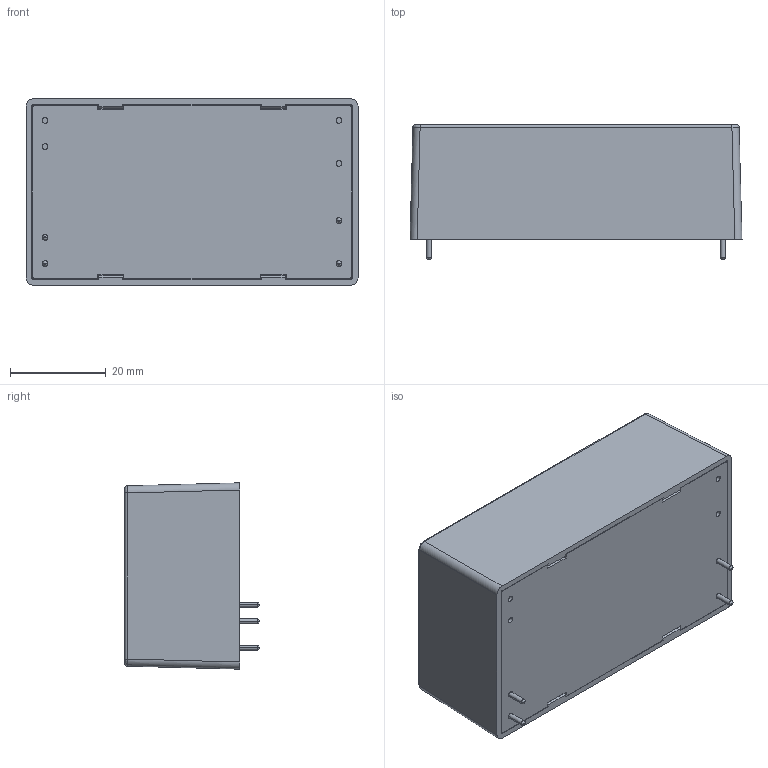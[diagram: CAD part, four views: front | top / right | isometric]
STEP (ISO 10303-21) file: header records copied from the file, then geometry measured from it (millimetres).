
FILE_DESCRIPTION (( 'STEP AP214' ), '1' );
FILE_NAME ('PSK-30D Series.STEP', '2023-11-09T01:03:35', ( '' ), ( '' ), 'SwSTEP 2.0', 'SolidWorks 2022', '' );
FILE_SCHEMA (( 'AUTOMOTIVE_DESIGN' ));
Length unit declared in the file: millimetre
Products named in the file (1): PSK-30D Series
Bounding box: 69.5 x 28.1 x 39 mm (x, y, z)
Volume: 11402.6 mm3; surface area: 20492.1 mm2
Topology: 6 solids, 6 shells, 242 faces, 606 edges, 386 vertices
Faces by surface type: plane 140, cylinder 65, cone 16, bspline 12, torus 5, sphere 4
Entity records: 8020 total; most frequent: CARTESIAN_POINT 1807, ORIENTED_EDGE 1212, DIRECTION 1207, EDGE_CURVE 606, LINE 435, VECTOR 435, VERTEX_POINT 386, AXIS2_PLACEMENT_3D 386
